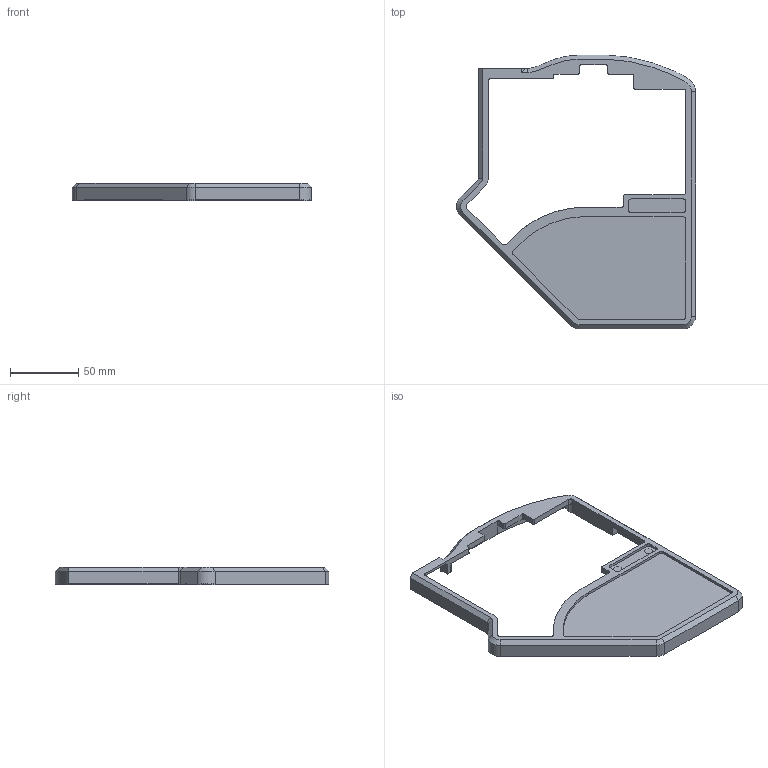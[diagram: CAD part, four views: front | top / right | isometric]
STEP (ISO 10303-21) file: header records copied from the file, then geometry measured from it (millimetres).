
FILE_DESCRIPTION(/* description */ (''),/* implementation_level */ '2;1');
FILE_NAME(/* name */ 'TopHousing.step',/* time_stamp */ '2025-07-10T19:45:11+02:00',/* author */ (''),/* organization */ (''),/* preprocessor_version */ 'ST-DEVELOPER v20.1',/* originating_system */ 'Autodesk Translation Framework v14.10.0.0',/* authorisation */ '');
FILE_SCHEMA (('AUTOMOTIVE_DESIGN { 1 0 10303 214 3 1 1 }'));
Length unit declared in the file: millimetre
Products named in the file (1): Top housing (1)
Bounding box: 175.06 x 200.44 x 13 mm (x, y, z)
Volume: 137744.4 mm3; surface area: 45064.3 mm2
Topology: 1 solids, 1 shells, 151 faces, 410 edges, 270 vertices
Faces by surface type: plane 90, cylinder 37, bspline 21, cone 3
Full cylindrical faces by diameter (mm): 4 x7, 6.2 x2
Entity records: 6529 total; most frequent: CARTESIAN_POINT 2783, ORIENTED_EDGE 820, DIRECTION 688, EDGE_CURVE 410, VERTEX_POINT 270, LINE 268, VECTOR 268, AXIS2_PLACEMENT_3D 210
